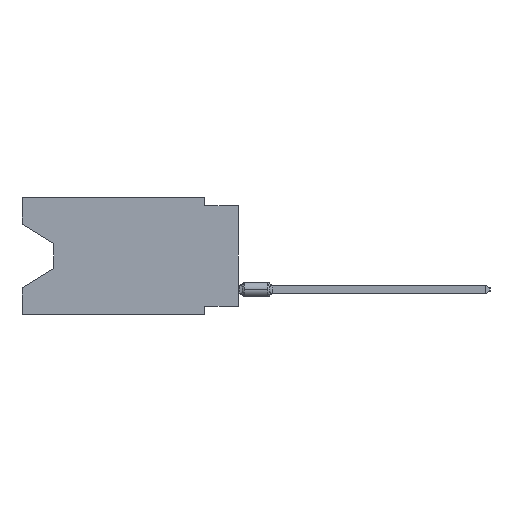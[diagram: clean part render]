
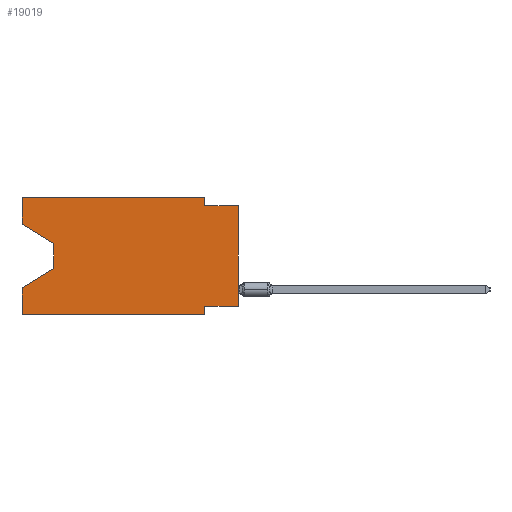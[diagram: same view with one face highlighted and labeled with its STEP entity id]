
A CAD part, left-side view. The second image highlights one B-rep face of the part: STEP entity #19019.
In plain terms, the highlighted planar face has unit normal (-1, 0, 0).
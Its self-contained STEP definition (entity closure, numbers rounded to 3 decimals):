
#926 = EDGE_CURVE ( 'NONE', #53690, #42221, #80271, .T. ) ;
#1555 = LINE ( 'NONE', #29032, #87742 ) ;
#1961 = ORIENTED_EDGE ( 'NONE', *, *, #41690, .F. ) ;
#2609 = EDGE_CURVE ( 'NONE', #70478, #43714, #52861, .T. ) ;
#5161 = DIRECTION ( 'NONE',  ( 0., 0., -1. ) ) ;
#6046 = CARTESIAN_POINT ( 'NONE',  ( 0., 16.383, 0. ) ) ;
#9933 = VERTEX_POINT ( 'NONE', #84532 ) ;
#10058 = CARTESIAN_POINT ( 'NONE',  ( 0., 16.383, -2.038 ) ) ;
#11389 = DIRECTION ( 'NONE',  ( 0., -0.855, -0.519 ) ) ;
#14713 = ORIENTED_EDGE ( 'NONE', *, *, #25803, .F. ) ;
#15340 = CARTESIAN_POINT ( 'NONE',  ( 0., 2.54, -0.635 ) ) ;
#15723 = VECTOR ( 'NONE', #84448, 1000. ) ;
#17713 = ORIENTED_EDGE ( 'NONE', *, *, #53196, .F. ) ;
#17719 = VERTEX_POINT ( 'NONE', #34073 ) ;
#19019 = ADVANCED_FACE ( 'NONE', ( #55696 ), #75080, .F. ) ;
#20546 = DIRECTION ( 'NONE',  ( 0., 0., -1. ) ) ;
#23279 = EDGE_CURVE ( 'NONE', #35882, #44230, #55835, .T. ) ;
#24409 = AXIS2_PLACEMENT_3D ( 'NONE', #62015, #39955, #20546 ) ;
#25159 = VECTOR ( 'NONE', #11389, 1000. ) ;
#25803 = EDGE_CURVE ( 'NONE', #9933, #44230, #1555, .T. ) ;
#27426 = LINE ( 'NONE', #70185, #87147 ) ;
#27880 = LINE ( 'NONE', #60782, #57963 ) ;
#28452 = ORIENTED_EDGE ( 'NONE', *, *, #74967, .F. ) ;
#29032 = CARTESIAN_POINT ( 'NONE',  ( 0., 16.383, 0. ) ) ;
#29329 = EDGE_CURVE ( 'NONE', #78246, #67163, #27880, .T. ) ;
#31176 = EDGE_LOOP ( 'NONE', ( #42329, #40976, #31761, #14713, #66374, #37198, #17713, #78053, #28452, #49659, #79908, #1961 ) ) ;
#31194 = CARTESIAN_POINT ( 'NONE',  ( 0., 2.54, 0. ) ) ;
#31761 = ORIENTED_EDGE ( 'NONE', *, *, #23279, .T. ) ;
#31943 = VECTOR ( 'NONE', #67095, 1000. ) ;
#32983 = CARTESIAN_POINT ( 'NONE',  ( 0., 2.54, 0. ) ) ;
#34073 = CARTESIAN_POINT ( 'NONE',  ( 0., 16.383, -2.038 ) ) ;
#35181 = CARTESIAN_POINT ( 'NONE',  ( 0., 13.97, -3.505 ) ) ;
#35882 = VERTEX_POINT ( 'NONE', #72901 ) ;
#37198 = ORIENTED_EDGE ( 'NONE', *, *, #29329, .F. ) ;
#37557 = DIRECTION ( 'NONE',  ( 0., 0., 1. ) ) ;
#38352 = VECTOR ( 'NONE', #50408, 1000. ) ;
#39783 = VERTEX_POINT ( 'NONE', #50174 ) ;
#39789 = DIRECTION ( 'NONE',  ( 0., 0., 1. ) ) ;
#39955 = DIRECTION ( 'NONE',  ( 1., 0., 0. ) ) ;
#40629 = EDGE_CURVE ( 'NONE', #9933, #67163, #51284, .T. ) ;
#40976 = ORIENTED_EDGE ( 'NONE', *, *, #57169, .T. ) ;
#41690 = EDGE_CURVE ( 'NONE', #17719, #66694, #61894, .T. ) ;
#41822 = DIRECTION ( 'NONE',  ( 0., -1., 0. ) ) ;
#42221 = VERTEX_POINT ( 'NONE', #15340 ) ;
#42329 = ORIENTED_EDGE ( 'NONE', *, *, #59858, .T. ) ;
#43714 = VERTEX_POINT ( 'NONE', #54940 ) ;
#44230 = VERTEX_POINT ( 'NONE', #83621 ) ;
#46045 = DIRECTION ( 'NONE',  ( 0., 0., -1. ) ) ;
#48927 = CARTESIAN_POINT ( 'NONE',  ( 0., 2.54, -8.255 ) ) ;
#49659 = ORIENTED_EDGE ( 'NONE', *, *, #926, .F. ) ;
#49956 = CARTESIAN_POINT ( 'NONE',  ( 0., 13.97, -5.385 ) ) ;
#50174 = CARTESIAN_POINT ( 'NONE',  ( 0., 13.97, -3.505 ) ) ;
#50408 = DIRECTION ( 'NONE',  ( 0., -1., 0. ) ) ;
#51284 = LINE ( 'NONE', #64360, #38352 ) ;
#52861 = LINE ( 'NONE', #60518, #58971 ) ;
#53196 = EDGE_CURVE ( 'NONE', #70478, #78246, #63758, .T. ) ;
#53690 = VERTEX_POINT ( 'NONE', #31194 ) ;
#53748 = VECTOR ( 'NONE', #5161, 1000. ) ;
#54588 = LINE ( 'NONE', #35181, #53748 ) ;
#54940 = CARTESIAN_POINT ( 'NONE',  ( 0., 0., -0.635 ) ) ;
#55222 = VECTOR ( 'NONE', #63486, 1000. ) ;
#55320 = EDGE_CURVE ( 'NONE', #66694, #53690, #59901, .T. ) ;
#55696 = FACE_OUTER_BOUND ( 'NONE', #31176, .T. ) ;
#55835 = LINE ( 'NONE', #49956, #55222 ) ;
#57001 = CARTESIAN_POINT ( 'NONE',  ( 0., 0., -8.255 ) ) ;
#57169 = EDGE_CURVE ( 'NONE', #39783, #35882, #54588, .T. ) ;
#57781 = CARTESIAN_POINT ( 'NONE',  ( 0., 16.383, 0. ) ) ;
#57963 = VECTOR ( 'NONE', #76067, 1000. ) ;
#58553 = CARTESIAN_POINT ( 'NONE',  ( 0., 2.54, -8.89 ) ) ;
#58971 = VECTOR ( 'NONE', #39789, 1000. ) ;
#59858 = EDGE_CURVE ( 'NONE', #17719, #39783, #86618, .T. ) ;
#59901 = LINE ( 'NONE', #65762, #31943 ) ;
#60518 = CARTESIAN_POINT ( 'NONE',  ( 0., 0., 0. ) ) ;
#60782 = CARTESIAN_POINT ( 'NONE',  ( 0., 2.54, -8.89 ) ) ;
#60998 = DIRECTION ( 'NONE',  ( 0., 0., 1. ) ) ;
#61894 = LINE ( 'NONE', #6046, #81689 ) ;
#62015 = CARTESIAN_POINT ( 'NONE',  ( 0., 16.383, 0. ) ) ;
#63486 = DIRECTION ( 'NONE',  ( 0., 0.855, -0.519 ) ) ;
#63758 = LINE ( 'NONE', #57001, #15723 ) ;
#64360 = CARTESIAN_POINT ( 'NONE',  ( 0., 16.383, -8.89 ) ) ;
#65762 = CARTESIAN_POINT ( 'NONE',  ( 0., 16.383, 0. ) ) ;
#66374 = ORIENTED_EDGE ( 'NONE', *, *, #40629, .T. ) ;
#66694 = VERTEX_POINT ( 'NONE', #57781 ) ;
#67095 = DIRECTION ( 'NONE',  ( 0., -1., 0. ) ) ;
#67163 = VERTEX_POINT ( 'NONE', #58553 ) ;
#70185 = CARTESIAN_POINT ( 'NONE',  ( 0., 0., -0.635 ) ) ;
#70478 = VERTEX_POINT ( 'NONE', #88116 ) ;
#72901 = CARTESIAN_POINT ( 'NONE',  ( 0., 13.97, -5.385 ) ) ;
#74967 = EDGE_CURVE ( 'NONE', #42221, #43714, #27426, .T. ) ;
#75080 = PLANE ( 'NONE',  #24409 ) ;
#76004 = VECTOR ( 'NONE', #46045, 1000. ) ;
#76067 = DIRECTION ( 'NONE',  ( 0., 0., -1. ) ) ;
#78053 = ORIENTED_EDGE ( 'NONE', *, *, #2609, .T. ) ;
#78246 = VERTEX_POINT ( 'NONE', #48927 ) ;
#79908 = ORIENTED_EDGE ( 'NONE', *, *, #55320, .F. ) ;
#80271 = LINE ( 'NONE', #32983, #76004 ) ;
#81689 = VECTOR ( 'NONE', #60998, 1000. ) ;
#83621 = CARTESIAN_POINT ( 'NONE',  ( 0., 16.383, -6.852 ) ) ;
#84448 = DIRECTION ( 'NONE',  ( 0., 1., 0. ) ) ;
#84532 = CARTESIAN_POINT ( 'NONE',  ( 0., 16.383, -8.89 ) ) ;
#86618 = LINE ( 'NONE', #10058, #25159 ) ;
#87147 = VECTOR ( 'NONE', #41822, 1000. ) ;
#87742 = VECTOR ( 'NONE', #37557, 1000. ) ;
#88116 = CARTESIAN_POINT ( 'NONE',  ( 0., 0., -8.255 ) ) ;
